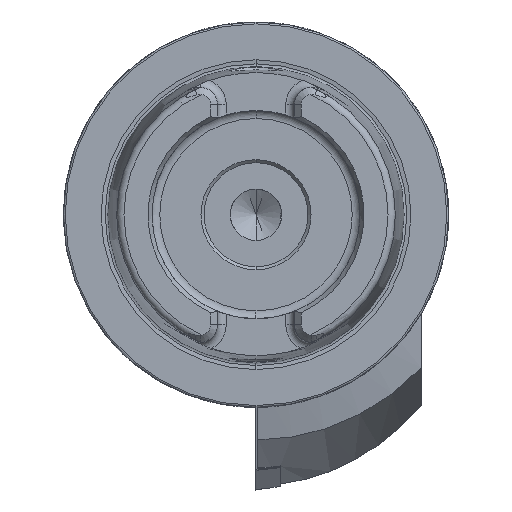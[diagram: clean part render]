
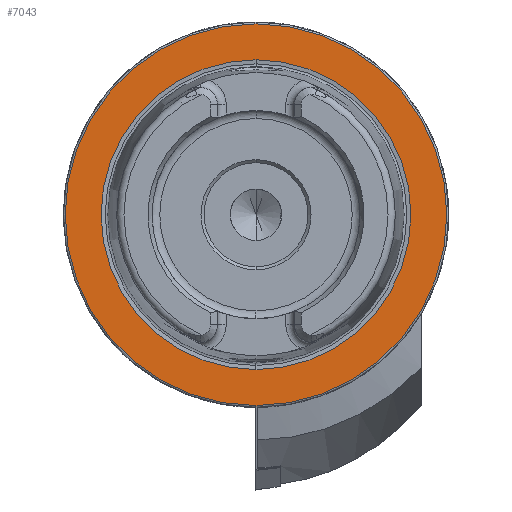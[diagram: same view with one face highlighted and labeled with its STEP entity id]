
A CAD part, left-side view. The second image highlights one B-rep face of the part: STEP entity #7043.
In plain terms, the highlighted planar face has unit normal (-1, 0, 0).
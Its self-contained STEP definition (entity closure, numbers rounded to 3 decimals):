
#186 = CARTESIAN_POINT ( 'NONE',  ( 0., 0., 0. ) ) ;
#187 = DIRECTION ( 'NONE',  ( -1., 0., 0. ) ) ;
#188 = DIRECTION ( 'NONE',  ( 0., 0., 1. ) ) ;
#195 = CARTESIAN_POINT ( 'NONE',  ( 0., 0., 0. ) ) ;
#196 = DIRECTION ( 'NONE',  ( -1., 0., 0. ) ) ;
#197 = DIRECTION ( 'NONE',  ( 0., 0., 1. ) ) ;
#251 = CARTESIAN_POINT ( 'NONE',  ( 0., 0., 0. ) ) ;
#253 = DIRECTION ( 'NONE',  ( -1., 0., 0. ) ) ;
#255 = DIRECTION ( 'NONE',  ( 0., 0., 1. ) ) ;
#259 = CARTESIAN_POINT ( 'NONE',  ( 0., 0., 0. ) ) ;
#261 = DIRECTION ( 'NONE',  ( -1., 0., 0. ) ) ;
#263 = DIRECTION ( 'NONE',  ( 0., 0., 1. ) ) ;
#591 = FACE_OUTER_BOUND ( 'NONE', #3304, .T. ) ;
#593 = FACE_BOUND ( 'NONE', #10991, .T. ) ;
#702 = AXIS2_PLACEMENT_3D ( 'NONE', #186, #187, #188 ) ;
#705 = AXIS2_PLACEMENT_3D ( 'NONE', #195, #196, #197 ) ;
#849 = AXIS2_PLACEMENT_3D ( 'NONE', #9208, #9219, #9220 ) ;
#1190 = CIRCLE ( 'NONE', #4261, 31.2 ) ;
#1191 = CIRCLE ( 'NONE', #4262, 25.324 ) ;
#2410 = CIRCLE ( 'NONE', #702, 25.324 ) ;
#2419 = CIRCLE ( 'NONE', #705, 31.2 ) ;
#2727 = EDGE_CURVE ( 'NONE', #7375, #5460, #1190, .T. ) ;
#2728 = EDGE_CURVE ( 'NONE', #7408, #7383, #1191, .T. ) ;
#3266 = EDGE_CURVE ( 'NONE', #7383, #7408, #2410, .T. ) ;
#3270 = EDGE_CURVE ( 'NONE', #5460, #7375, #2419, .T. ) ;
#3304 = EDGE_LOOP ( 'NONE', ( #5615, #5616 ) ) ;
#4261 = AXIS2_PLACEMENT_3D ( 'NONE', #251, #253, #255 ) ;
#4262 = AXIS2_PLACEMENT_3D ( 'NONE', #259, #261, #263 ) ;
#5460 = VERTEX_POINT ( 'NONE', #8889 ) ;
#5613 = ORIENTED_EDGE ( 'NONE', *, *, #2728, .F. ) ;
#5614 = ORIENTED_EDGE ( 'NONE', *, *, #3266, .F. ) ;
#5615 = ORIENTED_EDGE ( 'NONE', *, *, #3270, .T. ) ;
#5616 = ORIENTED_EDGE ( 'NONE', *, *, #2727, .T. ) ;
#7043 = ADVANCED_FACE ( 'NONE', ( #593, #591 ), #9217, .F. ) ;
#7375 = VERTEX_POINT ( 'NONE', #9527 ) ;
#7383 = VERTEX_POINT ( 'NONE', #9535 ) ;
#7408 = VERTEX_POINT ( 'NONE', #9560 ) ;
#8889 = CARTESIAN_POINT ( 'NONE',  ( 0., 0., 31.2 ) ) ;
#9208 = CARTESIAN_POINT ( 'NONE',  ( 0., 31.2, 0. ) ) ;
#9217 = PLANE ( 'NONE',  #849 ) ;
#9219 = DIRECTION ( 'NONE',  ( 1., 0., 0. ) ) ;
#9220 = DIRECTION ( 'NONE',  ( 0., 0., -1. ) ) ;
#9527 = CARTESIAN_POINT ( 'NONE',  ( 0., 0., -31.2 ) ) ;
#9535 = CARTESIAN_POINT ( 'NONE',  ( 0., 0., -25.324 ) ) ;
#9560 = CARTESIAN_POINT ( 'NONE',  ( 0., 0., 25.324 ) ) ;
#10991 = EDGE_LOOP ( 'NONE', ( #5613, #5614 ) ) ;
